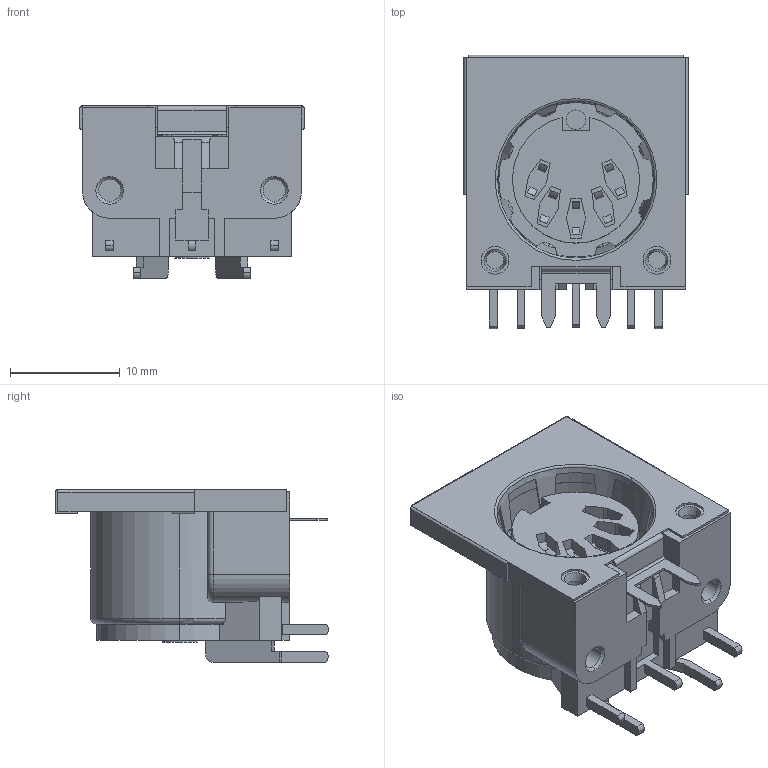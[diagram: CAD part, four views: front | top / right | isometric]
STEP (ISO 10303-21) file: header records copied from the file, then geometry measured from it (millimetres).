
FILE_DESCRIPTION (( 'STEP AP214' ), '1' );
FILE_NAME ('57PC5FS.STEP', '2015-12-07T21:16:40', ( '' ), ( '' ), 'SwSTEP 2.0', 'SolidWorks 2014', '' );
FILE_SCHEMA (( 'AUTOMOTIVE_DESIGN' ));
Length unit declared in the file: inch
Products named in the file (1): 57PC5FS
Bounding box: 20.4 x 24.85 x 15.7 mm (x, y, z)
Volume: 3082.1 mm3; surface area: 3315.3 mm2
Topology: 1 solids, 1 shells, 412 faces, 1078 edges, 714 vertices
Faces by surface type: plane 260, cylinder 101, sphere 32, cone 12, torus 7
Entity records: 13114 total; most frequent: CARTESIAN_POINT 2815, ORIENTED_EDGE 2156, DIRECTION 2086, EDGE_CURVE 1078, VECTOR 716, LINE 716, VERTEX_POINT 714, AXIS2_PLACEMENT_3D 685
